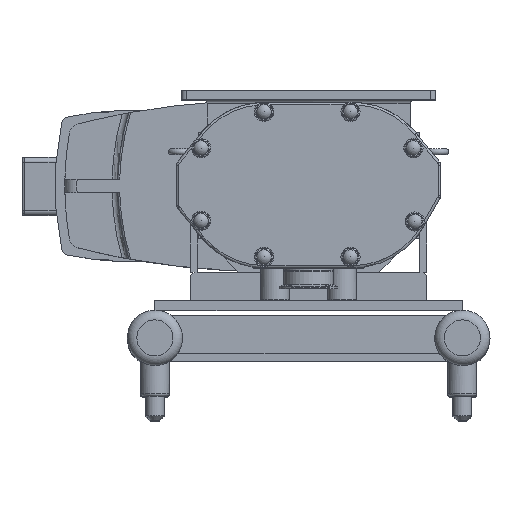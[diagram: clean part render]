
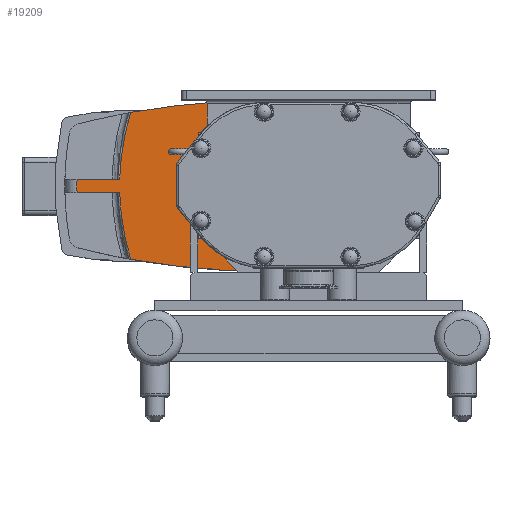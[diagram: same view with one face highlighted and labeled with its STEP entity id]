
A CAD part, top view. The second image highlights one B-rep face of the part: STEP entity #19209.
In plain terms, the highlighted planar face has unit normal (0, 0, 1).
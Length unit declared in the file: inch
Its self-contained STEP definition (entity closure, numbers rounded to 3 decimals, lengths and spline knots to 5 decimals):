
#975=PLANE('',#21137);
#2189=LINE('',#33816,#3627);
#2190=LINE('',#33820,#3628);
#2191=LINE('',#33826,#3629);
#2192=LINE('',#33828,#3630);
#2193=LINE('',#33830,#3631);
#3627=VECTOR('',#26008,0.3937);
#3628=VECTOR('',#26011,0.3937);
#3629=VECTOR('',#26016,0.3937);
#3630=VECTOR('',#26017,0.3937);
#3631=VECTOR('',#26018,0.3937);
#4371=FACE_BOUND('',#6511,.T.);
#5374=FACE_OUTER_BOUND('',#6510,.T.);
#6510=EDGE_LOOP('',(#17075,#17076,#17077,#17078,#17079,#17080,#17081,#17082,
#17083,#17084));
#6511=EDGE_LOOP('',(#17085));
#7595=CIRCLE('',#21138,15.12);
#7596=CIRCLE('',#21139,12.9);
#7597=CIRCLE('',#21140,39.37);
#7598=CIRCLE('',#21141,39.37);
#7599=CIRCLE('',#21142,12.9);
#7600=CIRCLE('',#21143,3.937);
#9307=VERTEX_POINT('',#33814);
#9308=VERTEX_POINT('',#33815);
#9309=VERTEX_POINT('',#33817);
#9310=VERTEX_POINT('',#33819);
#9311=VERTEX_POINT('',#33821);
#9312=VERTEX_POINT('',#33823);
#9313=VERTEX_POINT('',#33825);
#9314=VERTEX_POINT('',#33827);
#9315=VERTEX_POINT('',#33829);
#9316=VERTEX_POINT('',#33831);
#9317=VERTEX_POINT('',#33834);
#11976=EDGE_CURVE('',#9307,#9308,#2189,.T.);
#11977=EDGE_CURVE('',#9309,#9308,#7595,.T.);
#11978=EDGE_CURVE('',#9309,#9310,#2190,.T.);
#11979=EDGE_CURVE('',#9311,#9310,#7596,.T.);
#11980=EDGE_CURVE('',#9312,#9311,#7597,.T.);
#11981=EDGE_CURVE('',#9313,#9312,#2191,.T.);
#11982=EDGE_CURVE('',#9314,#9313,#2192,.T.);
#11983=EDGE_CURVE('',#9315,#9314,#2193,.T.);
#11984=EDGE_CURVE('',#9316,#9315,#7598,.T.);
#11985=EDGE_CURVE('',#9307,#9316,#7599,.T.);
#11986=EDGE_CURVE('',#9317,#9317,#7600,.T.);
#17075=ORIENTED_EDGE('',*,*,#11976,.T.);
#17076=ORIENTED_EDGE('',*,*,#11977,.F.);
#17077=ORIENTED_EDGE('',*,*,#11978,.T.);
#17078=ORIENTED_EDGE('',*,*,#11979,.F.);
#17079=ORIENTED_EDGE('',*,*,#11980,.F.);
#17080=ORIENTED_EDGE('',*,*,#11981,.F.);
#17081=ORIENTED_EDGE('',*,*,#11982,.F.);
#17082=ORIENTED_EDGE('',*,*,#11983,.F.);
#17083=ORIENTED_EDGE('',*,*,#11984,.F.);
#17084=ORIENTED_EDGE('',*,*,#11985,.F.);
#17085=ORIENTED_EDGE('',*,*,#11986,.T.);
#19209=ADVANCED_FACE('',(#5374,#4371),#975,.T.);
#21137=AXIS2_PLACEMENT_3D('',#33813,#26006,#26007);
#21138=AXIS2_PLACEMENT_3D('',#33818,#26009,#26010);
#21139=AXIS2_PLACEMENT_3D('',#33822,#26012,#26013);
#21140=AXIS2_PLACEMENT_3D('',#33824,#26014,#26015);
#21141=AXIS2_PLACEMENT_3D('',#33832,#26019,#26020);
#21142=AXIS2_PLACEMENT_3D('',#33833,#26021,#26022);
#21143=AXIS2_PLACEMENT_3D('',#33835,#26023,#26024);
#26006=DIRECTION('center_axis',(0.,0.,
1.));
#26007=DIRECTION('ref_axis',(0.,1.,0.));
#26008=DIRECTION('',(-1.,0.,0.));
#26009=DIRECTION('center_axis',(0.,0.,
-1.));
#26010=DIRECTION('ref_axis',(-1.,0.,0.));
#26011=DIRECTION('',(1.,0.,0.));
#26012=DIRECTION('center_axis',(0.,0.,
-1.));
#26013=DIRECTION('ref_axis',(-0.987,-0.161,0.));
#26014=DIRECTION('center_axis',(0.,0.,
-1.));
#26015=DIRECTION('ref_axis',(0.257,0.966,0.));
#26016=DIRECTION('',(-1.,0.,0.));
#26017=DIRECTION('',(0.,-1.,0.));
#26018=DIRECTION('',(1.,0.,0.));
#26019=DIRECTION('center_axis',(0.,0.,
-1.));
#26020=DIRECTION('ref_axis',(0.,-1.,0.));
#26021=DIRECTION('center_axis',(0.,0.,
-1.));
#26022=DIRECTION('ref_axis',(-0.987,0.161,0.));
#26023=DIRECTION('center_axis',(0.,0.,
-1.));
#26024=DIRECTION('ref_axis',(0.,-1.,0.));
#33813=CARTESIAN_POINT('Origin',(-4.21191,0.,
-19.654));
#33814=CARTESIAN_POINT('',(-9.83213,0.3545,-19.654));
#33815=CARTESIAN_POINT('',(-12.05284,0.3545,-19.654));
#33816=CARTESIAN_POINT('',(-7.07204,0.3545,-19.654));
#33817=CARTESIAN_POINT('',(-12.05284,-0.3545,-19.654));
#33818=CARTESIAN_POINT('Origin',(3.063,0.,-19.654));
#33819=CARTESIAN_POINT('',(-9.83213,-0.3545,-19.654));
#33820=CARTESIAN_POINT('',(-8.44746,-0.3545,-19.654));
#33821=CARTESIAN_POINT('',(-9.25837,-3.82019,-19.654));
#33822=CARTESIAN_POINT('Origin',(3.063,0.,-19.654));
#33823=CARTESIAN_POINT('',(-2.25,-4.449,-19.654));
#33824=CARTESIAN_POINT('Origin',(-2.25,34.921,-19.654));
#33825=CARTESIAN_POINT('',(1.884,-4.449,-19.654));
#33826=CARTESIAN_POINT('',(1.884,-4.449,-19.654));
#33827=CARTESIAN_POINT('',(1.884,4.449,-19.654));
#33828=CARTESIAN_POINT('',(1.884,4.449,-19.654));
#33829=CARTESIAN_POINT('',(-2.25,4.449,-19.654));
#33830=CARTESIAN_POINT('',(-2.25,4.449,-19.654));
#33831=CARTESIAN_POINT('',(-9.25837,3.82019,-19.654));
#33832=CARTESIAN_POINT('Origin',(-2.25,-34.921,-19.654));
#33833=CARTESIAN_POINT('Origin',(3.063,0.,-19.654));
#33834=CARTESIAN_POINT('',(-2.25,3.937,-19.654));
#33835=CARTESIAN_POINT('Origin',(-2.25,0.,
-19.654));
